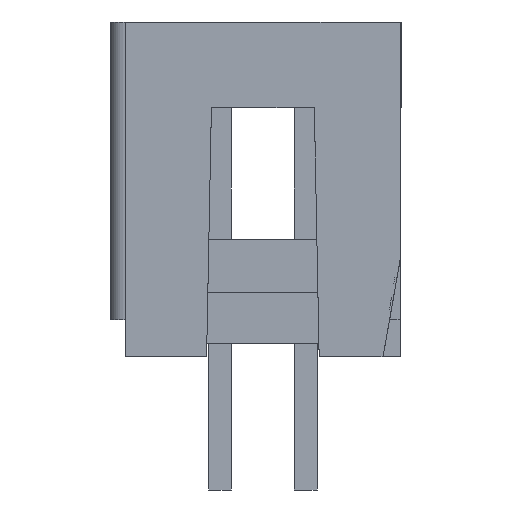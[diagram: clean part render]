
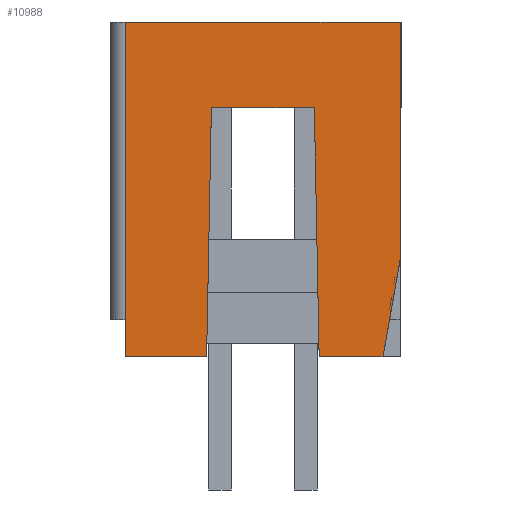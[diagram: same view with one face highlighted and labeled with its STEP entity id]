
A CAD part, left-side view. The second image highlights one B-rep face of the part: STEP entity #10988.
In plain terms, the highlighted planar face has unit normal (-1, 0, 0).
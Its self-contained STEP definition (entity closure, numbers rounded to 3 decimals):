
#10742=CARTESIAN_POINT('',(-20.168,-1.665,0.005));
#10743=VERTEX_POINT('',#10742);
#10744=CARTESIAN_POINT('',(-20.168,-1.524,7.371));
#10745=VERTEX_POINT('',#10744);
#10746=CARTESIAN_POINT('',(-20.168,-1.665,0.005));
#10747=DIRECTION('',(0.0,0.019,1.));
#10748=VECTOR('',#10747,7.367);
#10749=LINE('',#10746,#10748);
#10750=EDGE_CURVE('',#10743,#10745,#10749,.T.);
#10862=CARTESIAN_POINT('',(-20.168,1.524,7.371));
#10863=VERTEX_POINT('',#10862);
#10870=CARTESIAN_POINT('',(-20.168,1.665,0.005));
#10871=VERTEX_POINT('',#10870);
#10872=CARTESIAN_POINT('',(-20.168,1.665,0.005));
#10873=DIRECTION('',(0.0,-0.019,1.));
#10874=VECTOR('',#10873,7.367);
#10875=LINE('',#10872,#10874);
#10876=EDGE_CURVE('',#10871,#10863,#10875,.T.);
#10927=CARTESIAN_POINT('',(-20.168,4.47,-0.49));
#10928=DIRECTION('',(-1.0,0.0,0.0));
#10929=DIRECTION('',(0.0,0.0,1.0));
#10930=AXIS2_PLACEMENT_3D('',#10927,#10928,#10929);
#10931=PLANE('',#10930);
#10932=CARTESIAN_POINT('',(-20.168,-4.064,2.886));
#10933=VERTEX_POINT('',#10932);
#10934=CARTESIAN_POINT('',(-20.168,-4.064,9.911));
#10935=VERTEX_POINT('',#10934);
#10936=CARTESIAN_POINT('',(-20.168,-4.064,2.886));
#10937=DIRECTION('',(0.0,0.0,1.0));
#10938=VECTOR('',#10937,7.025);
#10939=LINE('',#10936,#10938);
#10940=EDGE_CURVE('',#10933,#10935,#10939,.T.);
#10941=ORIENTED_EDGE('',*,*,#10940,.T.);
#10942=CARTESIAN_POINT('',(-20.168,4.064,9.911));
#10943=VERTEX_POINT('',#10942);
#10944=CARTESIAN_POINT('',(-20.168,4.064,9.911));
#10945=DIRECTION('',(0.0,-1.0,0.0));
#10946=VECTOR('',#10945,8.128);
#10947=LINE('',#10944,#10946);
#10948=EDGE_CURVE('',#10943,#10935,#10947,.T.);
#10949=ORIENTED_EDGE('',*,*,#10948,.F.);
#10950=CARTESIAN_POINT('',(-20.168,4.064,0.005));
#10951=VERTEX_POINT('',#10950);
#10952=CARTESIAN_POINT('',(-20.168,4.064,9.911));
#10953=DIRECTION('',(0.0,0.0,-1.0));
#10954=VECTOR('',#10953,9.906);
#10955=LINE('',#10952,#10954);
#10956=EDGE_CURVE('',#10943,#10951,#10955,.T.);
#10957=ORIENTED_EDGE('',*,*,#10956,.T.);
#10958=CARTESIAN_POINT('',(-20.168,4.064,0.005));
#10959=DIRECTION('',(0.0,-1.0,0.0));
#10960=VECTOR('',#10959,2.399);
#10961=LINE('',#10958,#10960);
#10962=EDGE_CURVE('',#10951,#10871,#10961,.T.);
#10963=ORIENTED_EDGE('',*,*,#10962,.T.);
#10964=ORIENTED_EDGE('',*,*,#10876,.T.);
#10965=CARTESIAN_POINT('',(-20.168,1.524,7.371));
#10966=DIRECTION('',(0.0,-1.0,0.0));
#10967=VECTOR('',#10966,3.048);
#10968=LINE('',#10965,#10967);
#10969=EDGE_CURVE('',#10863,#10745,#10968,.T.);
#10970=ORIENTED_EDGE('',*,*,#10969,.T.);
#10971=ORIENTED_EDGE('',*,*,#10750,.F.);
#10972=CARTESIAN_POINT('',(-20.168,-3.556,0.005));
#10973=VERTEX_POINT('',#10972);
#10974=CARTESIAN_POINT('',(-20.168,-1.665,0.005));
#10975=DIRECTION('',(0.0,-1.0,0.0));
#10976=VECTOR('',#10975,1.891);
#10977=LINE('',#10974,#10976);
#10978=EDGE_CURVE('',#10743,#10973,#10977,.T.);
#10979=ORIENTED_EDGE('',*,*,#10978,.T.);
#10980=CARTESIAN_POINT('',(-20.168,-4.064,2.886));
#10981=DIRECTION('',(0.0,0.174,-0.985));
#10982=VECTOR('',#10981,2.925);
#10983=LINE('',#10980,#10982);
#10984=EDGE_CURVE('',#10933,#10973,#10983,.T.);
#10985=ORIENTED_EDGE('',*,*,#10984,.F.);
#10986=EDGE_LOOP('',(#10941,#10949,#10957,#10963,#10964,#10970,#10971,#10979,#10985));
#10987=FACE_OUTER_BOUND('',#10986,.T.);
#10988=ADVANCED_FACE('',(#10987),#10931,.T.);
